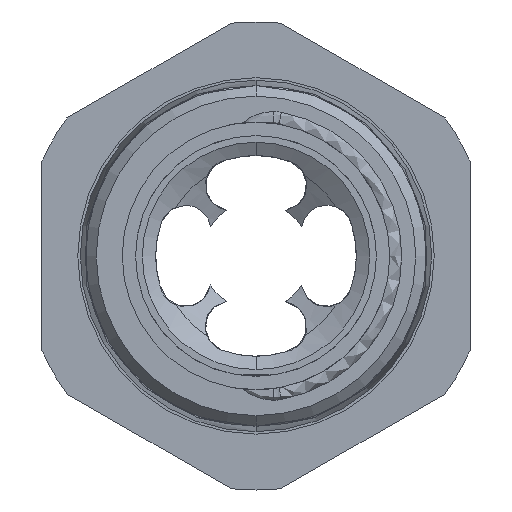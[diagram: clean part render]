
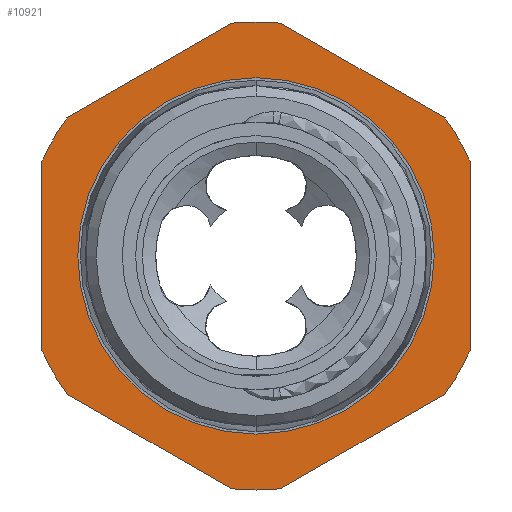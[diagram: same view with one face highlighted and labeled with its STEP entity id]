
A CAD part, front view. The second image highlights one B-rep face of the part: STEP entity #10921.
In plain terms, the highlighted planar face has unit normal (0, -1, 0).
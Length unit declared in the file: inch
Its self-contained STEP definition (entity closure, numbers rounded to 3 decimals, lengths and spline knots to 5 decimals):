
#5 = VERTEX_POINT ( 'NONE', #1617 ) ;
#20 = DIRECTION ( 'NONE',  ( -0.866, 0., -0.5 ) ) ;
#45 = ORIENTED_EDGE ( 'NONE', *, *, #2636, .F. ) ;
#56 = CARTESIAN_POINT ( 'NONE',  ( 0., 0.7874, -0.68898 ) ) ;
#119 = EDGE_CURVE ( 'NONE', #10576, #4173, #2743, .T. ) ;
#262 = CARTESIAN_POINT ( 'NONE',  ( 0., 0.7874, 0.52461 ) ) ;
#338 = DIRECTION ( 'NONE',  ( 0., -1., 0. ) ) ;
#362 = EDGE_CURVE ( 'NONE', #6744, #1875, #8853, .T. ) ;
#495 = EDGE_CURVE ( 'NONE', #2055, #6252, #10212, .T. ) ;
#511 = ORIENTED_EDGE ( 'NONE', *, *, #3723, .T. ) ;
#542 = CIRCLE ( 'NONE', #11110, 0.68898 ) ;
#780 = AXIS2_PLACEMENT_3D ( 'NONE', #2290, #8408, #2330 ) ;
#896 = CARTESIAN_POINT ( 'NONE',  ( -0.55665, 0.7874, 0.40599 ) ) ;
#903 = VECTOR ( 'NONE', #1865, 39.37008 ) ;
#1075 = EDGE_CURVE ( 'NONE', #1837, #6655, #10340, .T. ) ;
#1152 = AXIS2_PLACEMENT_3D ( 'NONE', #1210, #6352, #10802 ) ;
#1210 = CARTESIAN_POINT ( 'NONE',  ( 0., 0.7874, 0. ) ) ;
#1214 = CARTESIAN_POINT ( 'NONE',  ( 0.60679, 0.7874, 0. ) ) ;
#1451 = DIRECTION ( 'NONE',  ( 0., 0., -1. ) ) ;
#1573 = LINE ( 'NONE', #5017, #11158 ) ;
#1617 = CARTESIAN_POINT ( 'NONE',  ( -0.07327, 0.7874, -0.68507 ) ) ;
#1625 = EDGE_LOOP ( 'NONE', ( #4449, #6166, #9079, #10935, #10242, #10670, #6220, #10446, #511, #3231, #7067, #9411, #8490 ) ) ;
#1716 = EDGE_CURVE ( 'NONE', #5, #10698, #4122, .T. ) ;
#1791 = DIRECTION ( 'NONE',  ( 0., 0., -1. ) ) ;
#1837 = VERTEX_POINT ( 'NONE', #6430 ) ;
#1865 = DIRECTION ( 'NONE',  ( -0.866, 0., 0.5 ) ) ;
#1875 = VERTEX_POINT ( 'NONE', #8339 ) ;
#1903 = CARTESIAN_POINT ( 'NONE',  ( 0., 0.7874, 0. ) ) ;
#2034 = VERTEX_POINT ( 'NONE', #896 ) ;
#2047 = CARTESIAN_POINT ( 'NONE',  ( 0., 0.7874, 0. ) ) ;
#2055 = VERTEX_POINT ( 'NONE', #8448 ) ;
#2265 = CARTESIAN_POINT ( 'NONE',  ( -0.55665, 0.7874, -0.40599 ) ) ;
#2290 = CARTESIAN_POINT ( 'NONE',  ( 0., 0.7874, 0. ) ) ;
#2330 = DIRECTION ( 'NONE',  ( 0., 0., -1. ) ) ;
#2489 = AXIS2_PLACEMENT_3D ( 'NONE', #4741, #2972, #3911 ) ;
#2561 = CIRCLE ( 'NONE', #780, 0.68898 ) ;
#2623 = EDGE_CURVE ( 'NONE', #4173, #2034, #1573, .T. ) ;
#2636 = EDGE_CURVE ( 'NONE', #7794, #6320, #7908, .T. ) ;
#2743 = CIRCLE ( 'NONE', #10397, 0.68898 ) ;
#2972 = DIRECTION ( 'NONE',  ( 0., -1., 0. ) ) ;
#3026 = CARTESIAN_POINT ( 'NONE',  ( -0.07327, 0.7874, 0.68507 ) ) ;
#3160 = CARTESIAN_POINT ( 'NONE',  ( 0.07327, 0.7874, 0.68507 ) ) ;
#3231 = ORIENTED_EDGE ( 'NONE', *, *, #1075, .T. ) ;
#3445 = AXIS2_PLACEMENT_3D ( 'NONE', #7306, #8214, #3896 ) ;
#3454 = DIRECTION ( 'NONE',  ( 0., 0., -1. ) ) ;
#3570 = CARTESIAN_POINT ( 'NONE',  ( -0.62992, 0.7874, 0. ) ) ;
#3614 = CARTESIAN_POINT ( 'NONE',  ( 0.55665, 0.7874, 0.40599 ) ) ;
#3723 = EDGE_CURVE ( 'NONE', #1875, #1837, #6415, .T. ) ;
#3832 = CARTESIAN_POINT ( 'NONE',  ( 0.62992, 0.7874, 0.27908 ) ) ;
#3896 = DIRECTION ( 'NONE',  ( 0., 0., -1. ) ) ;
#3911 = DIRECTION ( 'NONE',  ( 0., 0., -1. ) ) ;
#3922 = EDGE_CURVE ( 'NONE', #6215, #10576, #6155, .T. ) ;
#4122 = CIRCLE ( 'NONE', #4241, 0.68898 ) ;
#4173 = VERTEX_POINT ( 'NONE', #3026 ) ;
#4241 = AXIS2_PLACEMENT_3D ( 'NONE', #1903, #8719, #1791 ) ;
#4313 = ORIENTED_EDGE ( 'NONE', *, *, #8067, .F. ) ;
#4368 = DIRECTION ( 'NONE',  ( 0.866, 0., 0.5 ) ) ;
#4446 = EDGE_CURVE ( 'NONE', #6252, #8683, #10052, .T. ) ;
#4449 = ORIENTED_EDGE ( 'NONE', *, *, #2623, .T. ) ;
#4599 = CARTESIAN_POINT ( 'NONE',  ( 0., 0.7874, -0.52461 ) ) ;
#4741 = CARTESIAN_POINT ( 'NONE',  ( 0., 0.7874, 0. ) ) ;
#4975 = VECTOR ( 'NONE', #10854, 39.37008 ) ;
#5017 = CARTESIAN_POINT ( 'NONE',  ( -0.07327, 0.7874, 0.68507 ) ) ;
#5166 = AXIS2_PLACEMENT_3D ( 'NONE', #1214, #8193, #7284 ) ;
#5167 = DIRECTION ( 'NONE',  ( 0., -1., 0. ) ) ;
#5598 = DIRECTION ( 'NONE',  ( 0., 0., -1. ) ) ;
#5718 = DIRECTION ( 'NONE',  ( 0., -1., 0. ) ) ;
#6113 = CIRCLE ( 'NONE', #9558, 0.52461 ) ;
#6155 = LINE ( 'NONE', #3614, #903 ) ;
#6166 = ORIENTED_EDGE ( 'NONE', *, *, #9117, .T. ) ;
#6215 = VERTEX_POINT ( 'NONE', #9735 ) ;
#6220 = ORIENTED_EDGE ( 'NONE', *, *, #10149, .T. ) ;
#6252 = VERTEX_POINT ( 'NONE', #9296 ) ;
#6274 = DIRECTION ( 'NONE',  ( 0., 0., -1. ) ) ;
#6320 = VERTEX_POINT ( 'NONE', #4599 ) ;
#6352 = DIRECTION ( 'NONE',  ( 0., -1., 0. ) ) ;
#6378 = EDGE_LOOP ( 'NONE', ( #4313, #45 ) ) ;
#6415 = CIRCLE ( 'NONE', #3445, 0.68898 ) ;
#6430 = CARTESIAN_POINT ( 'NONE',  ( 0.62992, 0.7874, -0.27908 ) ) ;
#6481 = DIRECTION ( 'NONE',  ( 0., 0., 1. ) ) ;
#6554 = CARTESIAN_POINT ( 'NONE',  ( 0., 0.7874, 0. ) ) ;
#6600 = CARTESIAN_POINT ( 'NONE',  ( -0.55665, 0.7874, -0.40599 ) ) ;
#6653 = DIRECTION ( 'NONE',  ( 0., -1., 0. ) ) ;
#6655 = VERTEX_POINT ( 'NONE', #3832 ) ;
#6744 = VERTEX_POINT ( 'NONE', #9196 ) ;
#7009 = LINE ( 'NONE', #2265, #4975 ) ;
#7067 = ORIENTED_EDGE ( 'NONE', *, *, #8994, .T. ) ;
#7154 = CIRCLE ( 'NONE', #2489, 0.68898 ) ;
#7284 = DIRECTION ( 'NONE',  ( 0., 0., -1. ) ) ;
#7306 = CARTESIAN_POINT ( 'NONE',  ( 0., 0.7874, 0. ) ) ;
#7794 = VERTEX_POINT ( 'NONE', #262 ) ;
#7908 = CIRCLE ( 'NONE', #9088, 0.52461 ) ;
#8031 = VECTOR ( 'NONE', #6481, 39.37008 ) ;
#8044 = VECTOR ( 'NONE', #6274, 39.37008 ) ;
#8067 = EDGE_CURVE ( 'NONE', #6320, #7794, #6113, .T. ) ;
#8152 = PLANE ( 'NONE',  #5166 ) ;
#8193 = DIRECTION ( 'NONE',  ( 0., -1., 0. ) ) ;
#8214 = DIRECTION ( 'NONE',  ( 0., -1., 0. ) ) ;
#8339 = CARTESIAN_POINT ( 'NONE',  ( 0.55665, 0.7874, -0.40599 ) ) ;
#8408 = DIRECTION ( 'NONE',  ( 0., -1., 0. ) ) ;
#8448 = CARTESIAN_POINT ( 'NONE',  ( -0.62992, 0.7874, 0.27908 ) ) ;
#8490 = ORIENTED_EDGE ( 'NONE', *, *, #119, .T. ) ;
#8683 = VERTEX_POINT ( 'NONE', #6600 ) ;
#8719 = DIRECTION ( 'NONE',  ( 0., -1., 0. ) ) ;
#8853 = LINE ( 'NONE', #10425, #10077 ) ;
#8874 = FACE_BOUND ( 'NONE', #6378, .T. ) ;
#8994 = EDGE_CURVE ( 'NONE', #6655, #6215, #7154, .T. ) ;
#9079 = ORIENTED_EDGE ( 'NONE', *, *, #495, .T. ) ;
#9088 = AXIS2_PLACEMENT_3D ( 'NONE', #10345, #5167, #3454 ) ;
#9117 = EDGE_CURVE ( 'NONE', #2034, #2055, #2561, .T. ) ;
#9154 = DIRECTION ( 'NONE',  ( 0., 0., -1. ) ) ;
#9196 = CARTESIAN_POINT ( 'NONE',  ( 0.07327, 0.7874, -0.68507 ) ) ;
#9296 = CARTESIAN_POINT ( 'NONE',  ( -0.62992, 0.7874, -0.27908 ) ) ;
#9304 = CARTESIAN_POINT ( 'NONE',  ( 0., 0.7874, 0. ) ) ;
#9411 = ORIENTED_EDGE ( 'NONE', *, *, #3922, .T. ) ;
#9558 = AXIS2_PLACEMENT_3D ( 'NONE', #9304, #6653, #9154 ) ;
#9735 = CARTESIAN_POINT ( 'NONE',  ( 0.55665, 0.7874, 0.40599 ) ) ;
#10052 = CIRCLE ( 'NONE', #1152, 0.68898 ) ;
#10077 = VECTOR ( 'NONE', #4368, 39.37008 ) ;
#10149 = EDGE_CURVE ( 'NONE', #10698, #6744, #542, .T. ) ;
#10169 = EDGE_CURVE ( 'NONE', #8683, #5, #7009, .T. ) ;
#10212 = LINE ( 'NONE', #3570, #8044 ) ;
#10242 = ORIENTED_EDGE ( 'NONE', *, *, #10169, .T. ) ;
#10340 = LINE ( 'NONE', #10709, #8031 ) ;
#10345 = CARTESIAN_POINT ( 'NONE',  ( 0., 0.7874, 0. ) ) ;
#10397 = AXIS2_PLACEMENT_3D ( 'NONE', #2047, #338, #5598 ) ;
#10425 = CARTESIAN_POINT ( 'NONE',  ( 0.07327, 0.7874, -0.68507 ) ) ;
#10446 = ORIENTED_EDGE ( 'NONE', *, *, #362, .T. ) ;
#10576 = VERTEX_POINT ( 'NONE', #3160 ) ;
#10670 = ORIENTED_EDGE ( 'NONE', *, *, #1716, .T. ) ;
#10698 = VERTEX_POINT ( 'NONE', #56 ) ;
#10709 = CARTESIAN_POINT ( 'NONE',  ( 0.62992, 0.7874, 0. ) ) ;
#10781 = FACE_OUTER_BOUND ( 'NONE', #1625, .T. ) ;
#10802 = DIRECTION ( 'NONE',  ( 0., 0., -1. ) ) ;
#10854 = DIRECTION ( 'NONE',  ( 0.866, 0., -0.5 ) ) ;
#10921 = ADVANCED_FACE ( 'NONE', ( #8874, #10781 ), #8152, .T. ) ;
#10935 = ORIENTED_EDGE ( 'NONE', *, *, #4446, .T. ) ;
#11110 = AXIS2_PLACEMENT_3D ( 'NONE', #6554, #5718, #1451 ) ;
#11158 = VECTOR ( 'NONE', #20, 39.37008 ) ;
